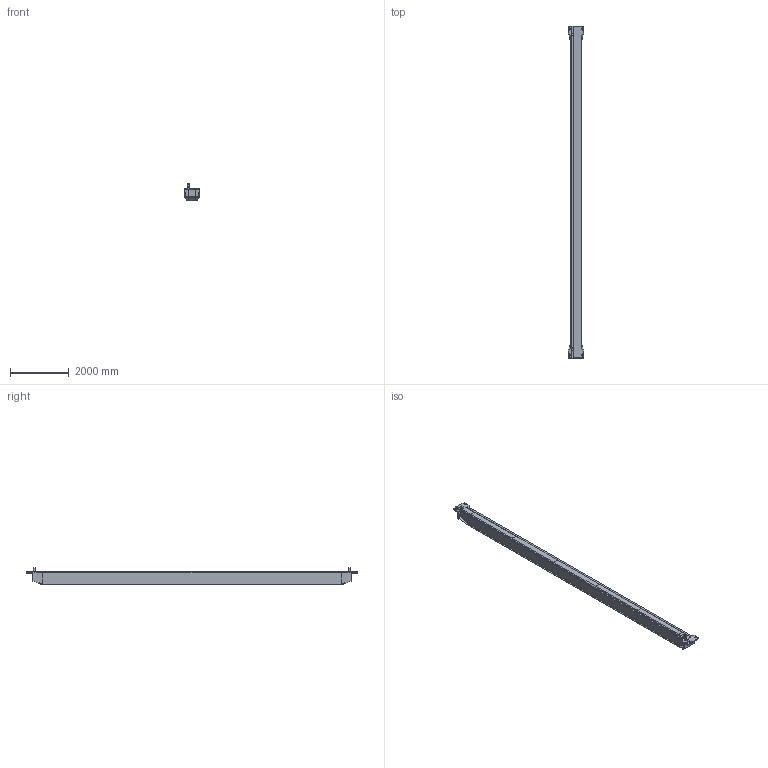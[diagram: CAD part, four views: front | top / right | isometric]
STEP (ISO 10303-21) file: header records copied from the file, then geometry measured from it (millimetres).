
FILE_DESCRIPTION(/* description */ ('STEP AP242','CAx-IF Rec.Pracs.---Representation and Presentation of Product Manufacturing Information (PMI)---4.0---2014-10-13','CAx-IF Rec.Pracs.---3D Tessellated Geometry---0.4---2014-09-14','2;1'),/* implementation_level */ '2;1');
FILE_NAME(/* name */ '6756070eaebe490a25a8c58e',/* time_stamp */ '2024-12-08T20:52:31Z',/* author */ (''),/* organization */ (''),/* preprocessor_version */ 'ST-DEVELOPER v20',/* originating_system */ 'ONSHAPE BY PTC INC, 1.190',/* authorisation */ ' ');
FILE_SCHEMA (('AP242_MANAGED_MODEL_BASED_3D_ENGINEERING_MIM_LF { 1 0 10303 442 1 1 4 }'));
Length unit declared in the file: metre
Products named in the file (1): girder
Bounding box: 530 x 11300 x 586 mm (x, y, z)
Volume: 158332477.9 mm3; surface area: 35745100.8 mm2
Topology: 1 solids, 2 shells, 184 faces, 556 edges, 364 vertices
Faces by surface type: plane 146, cylinder 38
Full cylindrical faces by diameter (mm): 10 x4, 18 x16, 32.103 x8
Entity records: 6220 total; most frequent: CARTESIAN_POINT 1077, ORIENTED_EDGE 1056, DIRECTION 974, EDGE_CURVE 528, LINE 452, VECTOR 452, VERTEX_POINT 364, EDGE_LOOP 292
